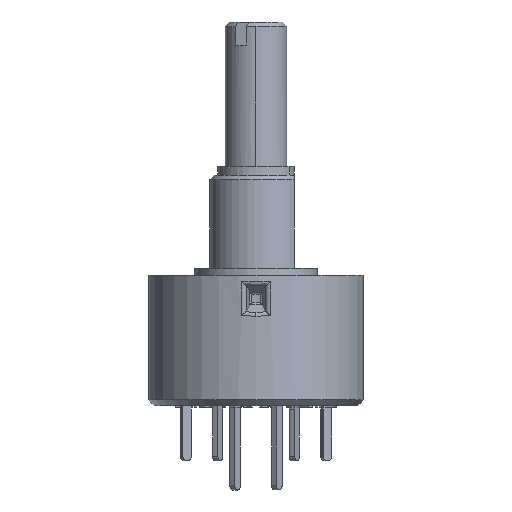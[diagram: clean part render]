
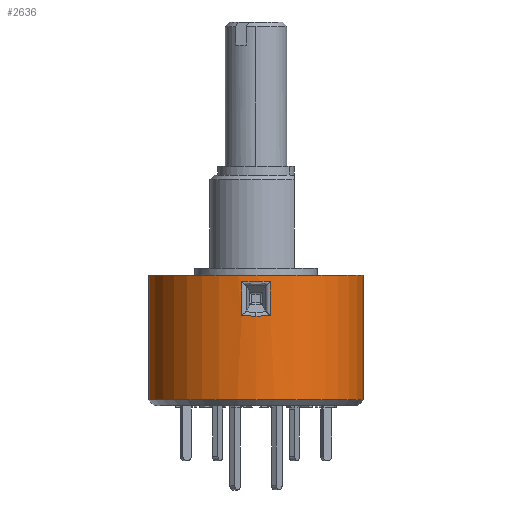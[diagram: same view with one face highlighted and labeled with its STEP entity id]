
A CAD part, left-side view. The second image highlights one B-rep face of the part: STEP entity #2636.
In plain terms, the highlighted cylindrical face has radius 7 mm (diameter 14 mm), a partial arc.
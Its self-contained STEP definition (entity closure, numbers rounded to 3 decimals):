
#3 = ORIENTED_EDGE ( 'NONE', *, *, #3670, .T. ) ;
#22 = VERTEX_POINT ( 'NONE', #3572 ) ;
#444 = CARTESIAN_POINT ( 'NONE',  ( 0., 0., -0.45 ) ) ;
#585 = VERTEX_POINT ( 'NONE', #9123 ) ;
#920 = CARTESIAN_POINT ( 'NONE',  ( -7.021, -0.315, -0.841 ) ) ;
#996 = EDGE_LOOP ( 'NONE', ( #10316, #2633, #11343, #3 ) ) ;
#1093 = EDGE_CURVE ( 'NONE', #15915, #585, #11040, .T. ) ;
#1204 = ORIENTED_EDGE ( 'NONE', *, *, #13754, .T. ) ;
#1740 = VECTOR ( 'NONE', #15794, 1000. ) ;
#1916 = CARTESIAN_POINT ( 'NONE',  ( 0., -7., -8.574 ) ) ;
#1969 = CARTESIAN_POINT ( 'NONE',  ( -7., 0.314, -3.129 ) ) ;
#1977 = LINE ( 'NONE', #16258, #10244 ) ;
#2042 = VERTEX_POINT ( 'NONE', #12292 ) ;
#2216 = EDGE_CURVE ( 'NONE', #3419, #15915, #2428, .T. ) ;
#2428 = LINE ( 'NONE', #4636, #6581 ) ;
#2633 = ORIENTED_EDGE ( 'NONE', *, *, #11384, .F. ) ;
#2636 = ADVANCED_FACE ( 'NONE', ( #14795, #15781 ), #3965, .T. ) ;
#2655 = CARTESIAN_POINT ( 'NONE',  ( -6.937, -0.938, -3.094 ) ) ;
#3100 = DIRECTION ( 'NONE',  ( 0., -1., 0. ) ) ;
#3152 = CARTESIAN_POINT ( 'NONE',  ( 0., 0., -8.574 ) ) ;
#3156 = CARTESIAN_POINT ( 'NONE',  ( -6.979, 0.627, -3.117 ) ) ;
#3177 = CARTESIAN_POINT ( 'NONE',  ( 0., 7., -0.45 ) ) ;
#3384 =( BOUNDED_CURVE ( )  B_SPLINE_CURVE ( 3, ( #12117, #1969, #3156, #9564 ),
 .UNSPECIFIED., .F., .F. ) 
 B_SPLINE_CURVE_WITH_KNOTS ( ( 4, 4 ),
 ( 0., 0.134 ),
 .UNSPECIFIED. ) 
 CURVE ( )  GEOMETRIC_REPRESENTATION_ITEM ( )  RATIONAL_B_SPLINE_CURVE ( ( 1., 0.998, 0.998, 1. ) ) 
 REPRESENTATION_ITEM ( '' )  );
#3419 = VERTEX_POINT ( 'NONE', #11262 ) ;
#3572 = CARTESIAN_POINT ( 'NONE',  ( -7., 0., -3.129 ) ) ;
#3641 = LINE ( 'NONE', #9836, #8154 ) ;
#3670 = EDGE_CURVE ( 'NONE', #12322, #10036, #3702, .T. ) ;
#3702 = CIRCLE ( 'NONE', #13833, 7. ) ;
#3965 = CYLINDRICAL_SURFACE ( 'NONE', #4009, 7. ) ;
#4009 = AXIS2_PLACEMENT_3D ( 'NONE', #444, #4138, #5313 ) ;
#4138 = DIRECTION ( 'NONE',  ( 0., 0., -1. ) ) ;
#4146 = EDGE_LOOP ( 'NONE', ( #7482, #12091, #8075, #15881, #1204 ) ) ;
#4201 =( BOUNDED_CURVE ( )  B_SPLINE_CURVE ( 3, ( #2655, #9572, #6935, #7034 ),
 .UNSPECIFIED., .F., .T. ) 
 B_SPLINE_CURVE_WITH_KNOTS ( ( 4, 4 ),
 ( 6.149, 6.283 ),
 .UNSPECIFIED. ) 
 CURVE ( )  GEOMETRIC_REPRESENTATION_ITEM ( )  RATIONAL_B_SPLINE_CURVE ( ( 1., 0.998, 0.998, 1. ) ) 
 REPRESENTATION_ITEM ( '' )  );
#4636 = CARTESIAN_POINT ( 'NONE',  ( -6.937, 0.938, -0.45 ) ) ;
#4778 = EDGE_CURVE ( 'NONE', #22, #3419, #3384, .T. ) ;
#4876 = EDGE_CURVE ( 'NONE', #15381, #10036, #3641, .T. ) ;
#4882 = CARTESIAN_POINT ( 'NONE',  ( 0., 0., -0.45 ) ) ;
#5313 = DIRECTION ( 'NONE',  ( 0., 1., 0. ) ) ;
#5624 = CARTESIAN_POINT ( 'NONE',  ( 0., 7., -8.574 ) ) ;
#5879 = DIRECTION ( 'NONE',  ( 0., 0., 1. ) ) ;
#5950 = DIRECTION ( 'NONE',  ( 0., -1., 0. ) ) ;
#6011 = DIRECTION ( 'NONE',  ( 0., 0., 1. ) ) ;
#6581 = VECTOR ( 'NONE', #5879, 1000. ) ;
#6935 = CARTESIAN_POINT ( 'NONE',  ( -7., -0.314, -3.129 ) ) ;
#7034 = CARTESIAN_POINT ( 'NONE',  ( -7., 0., -3.129 ) ) ;
#7148 = CARTESIAN_POINT ( 'NONE',  ( -7.021, 0.315, -0.841 ) ) ;
#7478 = AXIS2_PLACEMENT_3D ( 'NONE', #4882, #6011, #5950 ) ;
#7482 = ORIENTED_EDGE ( 'NONE', *, *, #13920, .T. ) ;
#8075 = ORIENTED_EDGE ( 'NONE', *, *, #2216, .T. ) ;
#8154 = VECTOR ( 'NONE', #14834, 1000. ) ;
#8241 = CIRCLE ( 'NONE', #7478, 7. ) ;
#8772 = VERTEX_POINT ( 'NONE', #13212 ) ;
#9123 = CARTESIAN_POINT ( 'NONE',  ( -6.937, -0.938, -0.888 ) ) ;
#9535 = CARTESIAN_POINT ( 'NONE',  ( -6.937, 0.938, -0.888 ) ) ;
#9564 = CARTESIAN_POINT ( 'NONE',  ( -6.937, 0.938, -3.094 ) ) ;
#9572 = CARTESIAN_POINT ( 'NONE',  ( -6.979, -0.627, -3.117 ) ) ;
#9836 = CARTESIAN_POINT ( 'NONE',  ( 0., -7., -0.45 ) ) ;
#10036 = VERTEX_POINT ( 'NONE', #1916 ) ;
#10244 = VECTOR ( 'NONE', #15041, 1000. ) ;
#10316 = ORIENTED_EDGE ( 'NONE', *, *, #4876, .F. ) ;
#10555 = CARTESIAN_POINT ( 'NONE',  ( 0., -7., -0.45 ) ) ;
#11040 =( BOUNDED_CURVE ( )  B_SPLINE_CURVE ( 3, ( #9535, #7148, #920, #15896 ),
 .UNSPECIFIED., .F., .F. ) 
 B_SPLINE_CURVE_WITH_KNOTS ( ( 4, 4 ),
 ( 3.007, 3.276 ),
 .UNSPECIFIED. ) 
 CURVE ( )  GEOMETRIC_REPRESENTATION_ITEM ( )  RATIONAL_B_SPLINE_CURVE ( ( 1., 0.994, 0.994, 1. ) ) 
 REPRESENTATION_ITEM ( '' )  );
#11156 = LINE ( 'NONE', #3177, #1740 ) ;
#11262 = CARTESIAN_POINT ( 'NONE',  ( -6.937, 0.938, -3.094 ) ) ;
#11343 = ORIENTED_EDGE ( 'NONE', *, *, #14931, .T. ) ;
#11384 = EDGE_CURVE ( 'NONE', #2042, #15381, #8241, .T. ) ;
#12091 = ORIENTED_EDGE ( 'NONE', *, *, #4778, .T. ) ;
#12117 = CARTESIAN_POINT ( 'NONE',  ( -7., 0., -3.129 ) ) ;
#12215 = CARTESIAN_POINT ( 'NONE',  ( -6.937, 0.938, -0.888 ) ) ;
#12292 = CARTESIAN_POINT ( 'NONE',  ( 0., 7., -0.45 ) ) ;
#12322 = VERTEX_POINT ( 'NONE', #5624 ) ;
#13212 = CARTESIAN_POINT ( 'NONE',  ( -6.937, -0.938, -3.094 ) ) ;
#13213 = DIRECTION ( 'NONE',  ( 0., 0., 1. ) ) ;
#13754 = EDGE_CURVE ( 'NONE', #585, #8772, #1977, .T. ) ;
#13833 = AXIS2_PLACEMENT_3D ( 'NONE', #3152, #13213, #3100 ) ;
#13920 = EDGE_CURVE ( 'NONE', #8772, #22, #4201, .T. ) ;
#14795 = FACE_OUTER_BOUND ( 'NONE', #996, .T. ) ;
#14834 = DIRECTION ( 'NONE',  ( 0., 0., -1. ) ) ;
#14931 = EDGE_CURVE ( 'NONE', #2042, #12322, #11156, .T. ) ;
#15041 = DIRECTION ( 'NONE',  ( 0., 0., -1. ) ) ;
#15381 = VERTEX_POINT ( 'NONE', #10555 ) ;
#15781 = FACE_BOUND ( 'NONE', #4146, .T. ) ;
#15794 = DIRECTION ( 'NONE',  ( 0., 0., -1. ) ) ;
#15881 = ORIENTED_EDGE ( 'NONE', *, *, #1093, .T. ) ;
#15896 = CARTESIAN_POINT ( 'NONE',  ( -6.937, -0.938, -0.888 ) ) ;
#15915 = VERTEX_POINT ( 'NONE', #12215 ) ;
#16258 = CARTESIAN_POINT ( 'NONE',  ( -6.937, -0.938, -0.45 ) ) ;
